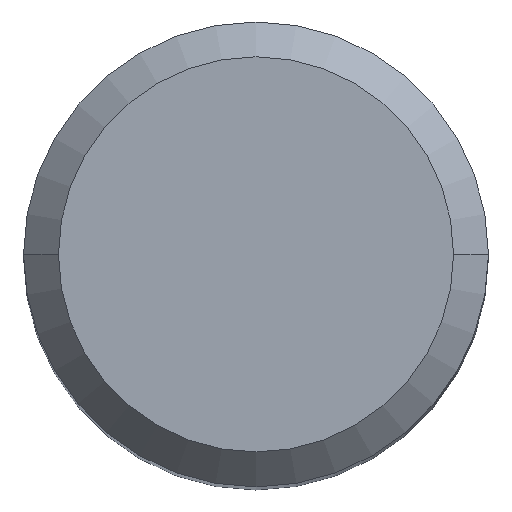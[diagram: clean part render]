
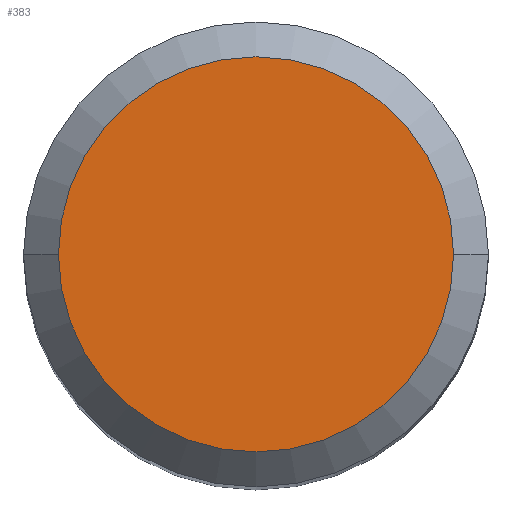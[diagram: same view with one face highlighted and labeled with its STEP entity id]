
A CAD part, top view. The second image highlights one B-rep face of the part: STEP entity #383.
In plain terms, the highlighted planar face has unit normal (0, 0, 1).
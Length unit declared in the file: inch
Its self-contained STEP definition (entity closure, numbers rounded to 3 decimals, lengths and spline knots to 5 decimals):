
#43 = DIRECTION ( 'NONE',  ( 1., 0., 0. ) ) ;
#45 = EDGE_CURVE ( 'NONE', #219, #415, #324, .T. ) ;
#50 = AXIS2_PLACEMENT_3D ( 'NONE', #54, #346, #168 ) ;
#52 = CARTESIAN_POINT ( 'NONE',  ( 0., 0., 0. ) ) ;
#54 = CARTESIAN_POINT ( 'NONE',  ( 0., 0., 0. ) ) ;
#66 = ORIENTED_EDGE ( 'NONE', *, *, #82, .T. ) ;
#82 = EDGE_CURVE ( 'NONE', #415, #219, #350, .T. ) ;
#116 = DIRECTION ( 'NONE',  ( -1., 0., 0. ) ) ;
#119 = FACE_OUTER_BOUND ( 'NONE', #162, .T. ) ;
#139 = ORIENTED_EDGE ( 'NONE', *, *, #45, .T. ) ;
#162 = EDGE_LOOP ( 'NONE', ( #66, #139 ) ) ;
#168 = DIRECTION ( 'NONE',  ( 1., 0., 0. ) ) ;
#197 = CARTESIAN_POINT ( 'NONE',  ( -0.16732, 0., 0. ) ) ;
#214 = DIRECTION ( 'NONE',  ( 0., 0., 1. ) ) ;
#219 = VERTEX_POINT ( 'NONE', #474 ) ;
#300 = DIRECTION ( 'NONE',  ( 0., 0., -1. ) ) ;
#324 = CIRCLE ( 'NONE', #50, 0.16732 ) ;
#346 = DIRECTION ( 'NONE',  ( 0., 0., 1. ) ) ;
#350 = CIRCLE ( 'NONE', #452, 0.16732 ) ;
#383 = ADVANCED_FACE ( 'NONE', ( #119 ), #409, .F. ) ;
#409 = PLANE ( 'NONE',  #448 ) ;
#415 = VERTEX_POINT ( 'NONE', #197 ) ;
#448 = AXIS2_PLACEMENT_3D ( 'NONE', #454, #300, #116 ) ;
#452 = AXIS2_PLACEMENT_3D ( 'NONE', #52, #214, #43 ) ;
#454 = CARTESIAN_POINT ( 'NONE',  ( 0., 0., 0. ) ) ;
#474 = CARTESIAN_POINT ( 'NONE',  ( 0.16732, 0., 0. ) ) ;
